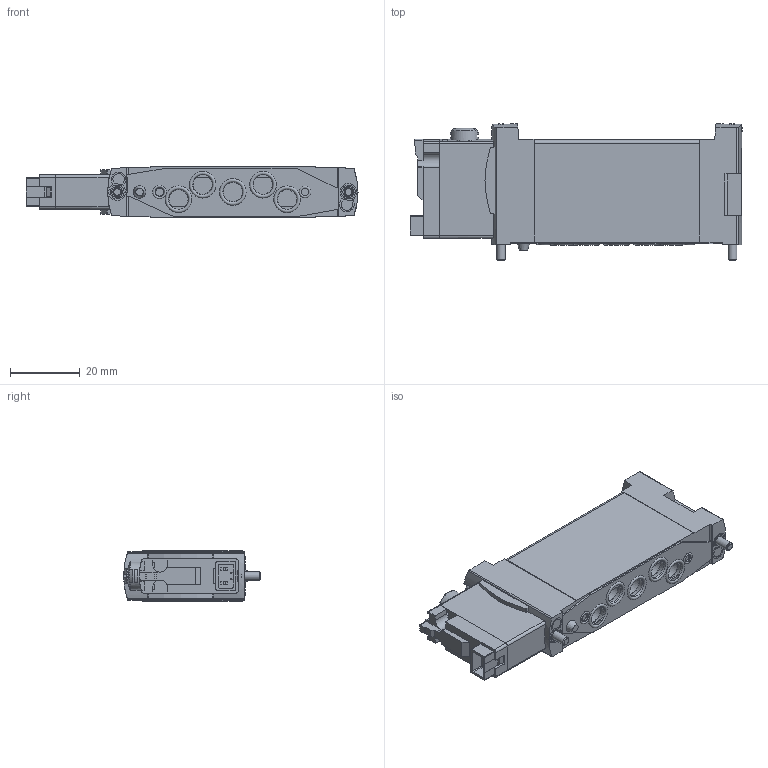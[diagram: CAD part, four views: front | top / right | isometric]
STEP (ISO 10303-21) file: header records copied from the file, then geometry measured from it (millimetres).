
FILE_DESCRIPTION(/* description */ ('STEP AP214'),/* implementation_level */ '2;1');
FILE_NAME(/* name */ '8042571_VUVG-BK14-M52-AT-F-1H2L-S',/* time_stamp */ '2024-09-17T13:47:10+02:00',/* author */ ('License CC BY-ND 4.0'),/* organization */ ('CADENAS'),/* preprocessor_version */ 'ST-DEVELOPER v19.3',/* originating_system */ 'PARTsolutions',/* authorisation */ ' ');
FILE_SCHEMA (('AUTOMOTIVE_DESIGN {1 0 10303 214 3 1 1}'));
Length unit declared in the file: millimetre
Products named in the file (5): 8042571 VUVG-BK14-M52-AT-F-1H2L-S; 564212 VUVG-BK14-M52-A-T-F--1H2--L-----(G); 8157008 M2.5x37-10.9; 1057939 VABD-L1-14B-S-G18---(DR); 3779382 VUVG-LK-IP40
Assembly tree (5 placements, depth 2):
  8042571 VUVG-BK14-M52-AT-F-1H2L-S
    564212 VUVG-BK14-M52-A-T-F--1H2--L-----(G)
    8157008 M2.5x37-10.9  x2
    1057939 VABD-L1-14B-S-G18---(DR)
    3779382 VUVG-LK-IP40
Bounding box: 95.45 x 39.2 x 14.4 mm (x, y, z)
Volume: 34304.3 mm3; surface area: 14595.7 mm2
Topology: 5 solids, 5 shells, 500 faces, 1313 edges, 861 vertices
Faces by surface type: plane 314, cylinder 129, torus 30, cone 26, sphere 1
Full cylindrical faces by diameter (mm): 1.4 x2, 2 x1, 2.2 x2, 2.3 x1, 2.5 x3, 3.2 x2, 3.8 x1, 3.9 x1, 5.5 x2, 6.5 x5, 7.6 x5, 7.7 x5, 8.1 x1
Entity records: 14303 total; most frequent: CARTESIAN_POINT 2584, DIRECTION 2423, ORIENTED_EDGE 2294, EDGE_CURVE 1147, AXIS2_PLACEMENT_3D 842, VERTEX_POINT 792, LINE 739, VECTOR 739
